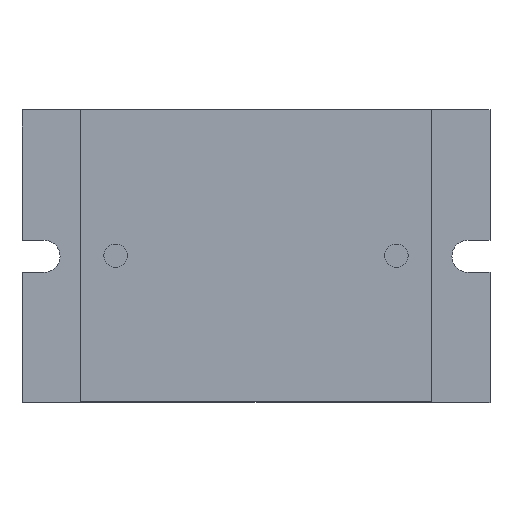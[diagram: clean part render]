
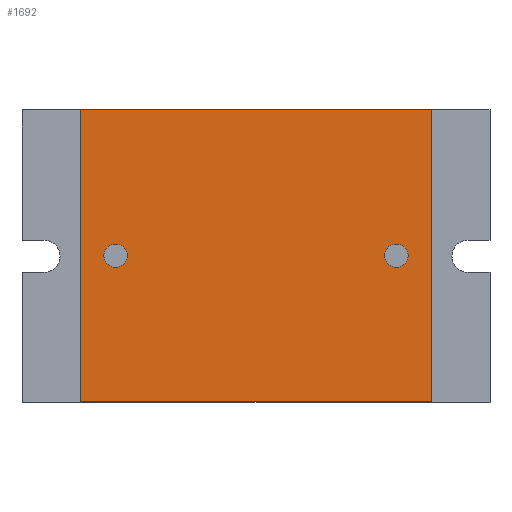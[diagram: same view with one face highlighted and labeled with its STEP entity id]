
A CAD part, top view. The second image highlights one B-rep face of the part: STEP entity #1692.
In plain terms, the highlighted planar face has unit normal (0, 0, 1).
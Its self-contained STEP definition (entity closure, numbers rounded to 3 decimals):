
#11 = ORIENTED_EDGE ( 'NONE', *, *, #48, .F. ) ;
#23 = ORIENTED_EDGE ( 'NONE', *, *, #1897, .T. ) ;
#35 = CARTESIAN_POINT ( 'NONE',  ( 204., 85., 43.5 ) ) ;
#48 = EDGE_CURVE ( 'NONE', #2465, #792, #1803, .T. ) ;
#50 = CARTESIAN_POINT ( 'NONE',  ( 156., 85., 43.5 ) ) ;
#93 = VERTEX_POINT ( 'NONE', #1239 ) ;
#118 = EDGE_LOOP ( 'NONE', ( #23, #2568, #895, #537 ) ) ;
#122 = DIRECTION ( 'NONE',  ( 1., 0., 0. ) ) ;
#146 = CIRCLE ( 'NONE', #1211, 2. ) ;
#162 = CARTESIAN_POINT ( 'NONE',  ( 202., 85., 43.5 ) ) ;
#179 = VECTOR ( 'NONE', #2136, 1000. ) ;
#196 = VERTEX_POINT ( 'NONE', #2350 ) ;
#209 = EDGE_CURVE ( 'NONE', #2225, #1721, #1298, .T. ) ;
#282 = EDGE_LOOP ( 'NONE', ( #11, #1377 ) ) ;
#287 = EDGE_CURVE ( 'NONE', #2331, #93, #1684, .T. ) ;
#333 = CIRCLE ( 'NONE', #1775, 2. ) ;
#335 = VECTOR ( 'NONE', #1289, 1000. ) ;
#345 = AXIS2_PLACEMENT_3D ( 'NONE', #2567, #748, #122 ) ;
#356 = FACE_BOUND ( 'NONE', #2443, .T. ) ;
#387 = VECTOR ( 'NONE', #1616, 1000. ) ;
#421 = VECTOR ( 'NONE', #1426, 1000. ) ;
#537 = ORIENTED_EDGE ( 'NONE', *, *, #209, .T. ) ;
#583 = ORIENTED_EDGE ( 'NONE', *, *, #2435, .F. ) ;
#606 = DIRECTION ( 'NONE',  ( 1., 0., 0. ) ) ;
#614 = LINE ( 'NONE', #2061, #387 ) ;
#678 = EDGE_CURVE ( 'NONE', #792, #2465, #146, .T. ) ;
#718 = CARTESIAN_POINT ( 'NONE',  ( 210., 85., 43.5 ) ) ;
#748 = DIRECTION ( 'NONE',  ( 0., 0., 1. ) ) ;
#781 = AXIS2_PLACEMENT_3D ( 'NONE', #50, #1441, #1034 ) ;
#792 = VERTEX_POINT ( 'NONE', #2221 ) ;
#801 = ORIENTED_EDGE ( 'NONE', *, *, #287, .F. ) ;
#856 = LINE ( 'NONE', #1243, #421 ) ;
#895 = ORIENTED_EDGE ( 'NONE', *, *, #1501, .T. ) ;
#930 = CARTESIAN_POINT ( 'NONE',  ( 210., 60., 43.5 ) ) ;
#971 = DIRECTION ( 'NONE',  ( 1., 0., 0. ) ) ;
#982 = CARTESIAN_POINT ( 'NONE',  ( 204., 85., 43.5 ) ) ;
#1034 = DIRECTION ( 'NONE',  ( 1., 0., 0. ) ) ;
#1058 = DIRECTION ( 'NONE',  ( 0., 0., 1. ) ) ;
#1060 = DIRECTION ( 'NONE',  ( 1., 0., 0. ) ) ;
#1171 = PLANE ( 'NONE',  #345 ) ;
#1211 = AXIS2_PLACEMENT_3D ( 'NONE', #2296, #2319, #1060 ) ;
#1239 = CARTESIAN_POINT ( 'NONE',  ( 206., 85., 43.5 ) ) ;
#1243 = CARTESIAN_POINT ( 'NONE',  ( 210., 110., 43.5 ) ) ;
#1289 = DIRECTION ( 'NONE',  ( 0., -1., 0. ) ) ;
#1298 = LINE ( 'NONE', #718, #179 ) ;
#1377 = ORIENTED_EDGE ( 'NONE', *, *, #678, .F. ) ;
#1426 = DIRECTION ( 'NONE',  ( -1., 0., 0. ) ) ;
#1441 = DIRECTION ( 'NONE',  ( 0., 0., 1. ) ) ;
#1501 = EDGE_CURVE ( 'NONE', #2365, #2225, #614, .T. ) ;
#1616 = DIRECTION ( 'NONE',  ( 1., 0., 0. ) ) ;
#1684 = CIRCLE ( 'NONE', #2534, 2. ) ;
#1692 = ADVANCED_FACE ( 'NONE', ( #2369, #356, #1752 ), #1171, .T. ) ;
#1721 = VERTEX_POINT ( 'NONE', #2383 ) ;
#1731 = LINE ( 'NONE', #2285, #335 ) ;
#1752 = FACE_OUTER_BOUND ( 'NONE', #118, .T. ) ;
#1775 = AXIS2_PLACEMENT_3D ( 'NONE', #35, #1058, #606 ) ;
#1788 = CARTESIAN_POINT ( 'NONE',  ( 150., 60., 43.5 ) ) ;
#1803 = CIRCLE ( 'NONE', #781, 2. ) ;
#1897 = EDGE_CURVE ( 'NONE', #1721, #196, #856, .T. ) ;
#1967 = EDGE_CURVE ( 'NONE', #196, #2365, #1731, .T. ) ;
#2061 = CARTESIAN_POINT ( 'NONE',  ( 210., 60., 43.5 ) ) ;
#2136 = DIRECTION ( 'NONE',  ( 0., 1., 0. ) ) ;
#2176 = DIRECTION ( 'NONE',  ( 0., 0., 1. ) ) ;
#2221 = CARTESIAN_POINT ( 'NONE',  ( 154., 85., 43.5 ) ) ;
#2225 = VERTEX_POINT ( 'NONE', #930 ) ;
#2239 = CARTESIAN_POINT ( 'NONE',  ( 158., 85., 43.5 ) ) ;
#2285 = CARTESIAN_POINT ( 'NONE',  ( 150., 85., 43.5 ) ) ;
#2296 = CARTESIAN_POINT ( 'NONE',  ( 156., 85., 43.5 ) ) ;
#2319 = DIRECTION ( 'NONE',  ( 0., 0., 1. ) ) ;
#2331 = VERTEX_POINT ( 'NONE', #162 ) ;
#2350 = CARTESIAN_POINT ( 'NONE',  ( 150., 110., 43.5 ) ) ;
#2365 = VERTEX_POINT ( 'NONE', #1788 ) ;
#2369 = FACE_BOUND ( 'NONE', #282, .T. ) ;
#2383 = CARTESIAN_POINT ( 'NONE',  ( 210., 110., 43.5 ) ) ;
#2435 = EDGE_CURVE ( 'NONE', #93, #2331, #333, .T. ) ;
#2443 = EDGE_LOOP ( 'NONE', ( #583, #801 ) ) ;
#2465 = VERTEX_POINT ( 'NONE', #2239 ) ;
#2534 = AXIS2_PLACEMENT_3D ( 'NONE', #982, #2176, #971 ) ;
#2567 = CARTESIAN_POINT ( 'NONE',  ( 210., 85., 43.5 ) ) ;
#2568 = ORIENTED_EDGE ( 'NONE', *, *, #1967, .T. ) ;
